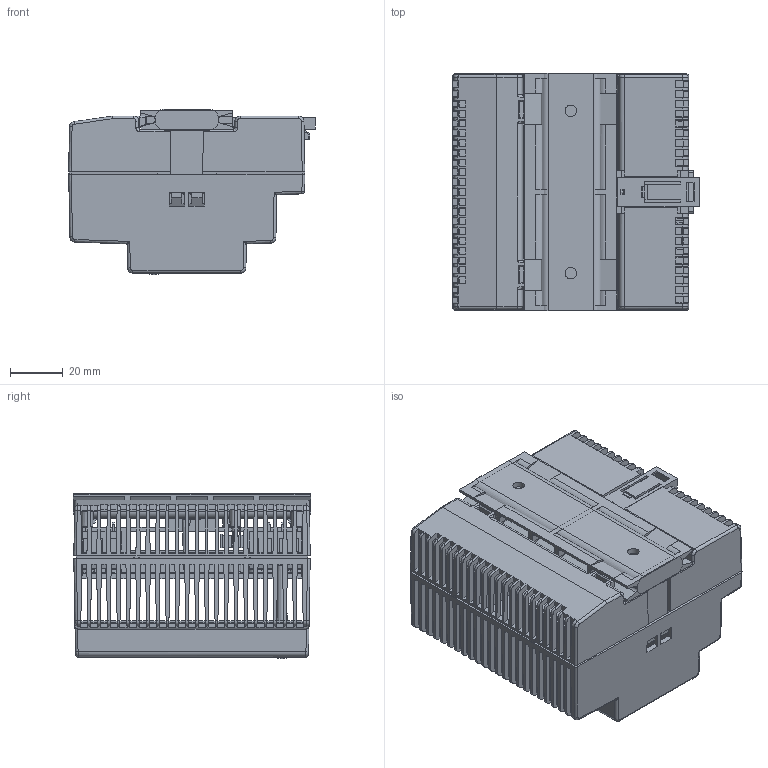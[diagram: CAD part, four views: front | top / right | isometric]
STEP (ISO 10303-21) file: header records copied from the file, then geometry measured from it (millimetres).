
FILE_DESCRIPTION( ( 'Unknown' ), '1' );
FILE_NAME( 'TBLC_90.stp', 'Unknown', ( 'Unknown' ), ( 'Unknown' ), 'PSStep 14.0', 'Unknown', ' ' );
FILE_SCHEMA( ( 'AUTOMOTIVE_DESIGN { 1 0 10303 214 1 1 1 1 }' ) );
Length unit declared in the file: millimetre
Products named in the file (5): Assem1; MODULE; Wall_Mount
Bounding box: 93.49 x 90 x 62.59 mm (x, y, z)
Volume: 145103.9 mm3; surface area: 171645.9 mm2
Topology: 8 solids, 8 shells, 4324 faces, 13042 edges, 8394 vertices
Faces by surface type: plane 2732, cylinder 644, bspline 460, extrusion 232, cone 92, torus 66, sphere 58, revolution 32, offset 8
Full cylindrical faces by diameter (mm): 1 x2, 3.85 x14, 3.95 x12, 4.05 x14, 4.3 x4
Entity records: 98795 total; most frequent: CARTESIAN_POINT 21763, ORIENTED_EDGE 12786, DIRECTION 10354, EDGE_CURVE 6393, VECTOR 5030, LINE 4914, VERTEX_POINT 4157, STYLED_ITEM 2718
